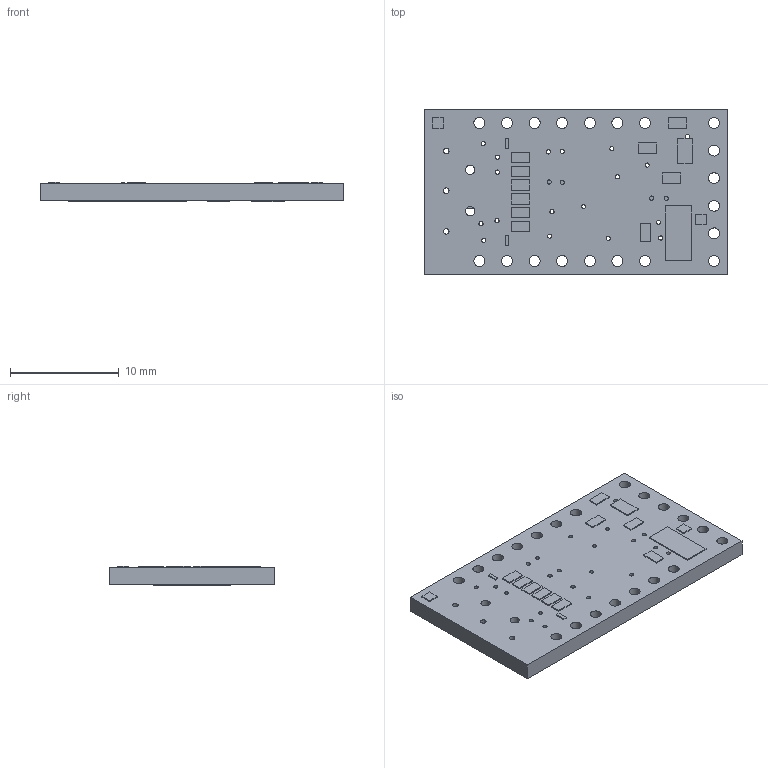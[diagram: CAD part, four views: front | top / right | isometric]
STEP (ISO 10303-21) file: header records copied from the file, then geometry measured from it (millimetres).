
FILE_DESCRIPTION(/* description */ (''),/* implementation_level */ '2;1');
FILE_NAME(/* name */ 'ft231x-breakout-v11 v2.step',/* time_stamp */ '2020-01-07T20:16:20-05:00',/* author */ (''),/* organization */ (''),/* preprocessor_version */ 'ST-DEVELOPER v18',/* originating_system */ 'Autodesk Translation Framework v8.12.0.6',/* authorisation */ '');
FILE_SCHEMA (('AUTOMOTIVE_DESIGN { 1 0 10303 214 3 1 1 }'));
Length unit declared in the file: millimetre
Products named in the file (15): ft231x-breakout-v11; PCB Component; Board; 0.1uF; 1K; SJ_3; 10uF; Yellow; TXLED; RXLED; 2N7002PW; 10k; OSHW-LOGOS; FIDUCIAL1X2; SFE_LOGO_NAME.1_INCH
Assembly tree (23 placements, depth 3):
  ft231x-breakout-v11
    PCB Component
      Board
      0.1uF  x4
      1K  x4
      SJ_3
      10uF
      Yellow  x2
      TXLED
      RXLED
      2N7002PW
      10k  x2
      OSHW-LOGOS
      FIDUCIAL1X2  x2
      SFE_LOGO_NAME.1_INCH
Bounding box: 27.94 x 15.24 x 1.77 mm (x, y, z)
Volume: 645.1 mm3; surface area: 1292.8 mm2
Topology: 22 solids, 22 shells, 179 faces, 405 edges, 270 vertices
Faces by surface type: plane 132, cylinder 47
Full cylindrical faces by diameter (mm): 0.381 x22, 0.508 x3, 0.85 x2, 1.016 x20
Entity records: 4431 total; most frequent: DIRECTION 717, CARTESIAN_POINT 658, ORIENTED_EDGE 594, EDGE_CURVE 297, AXIS2_PLACEMENT_3D 257, EDGE_LOOP 219, LINE 203, VECTOR 203
